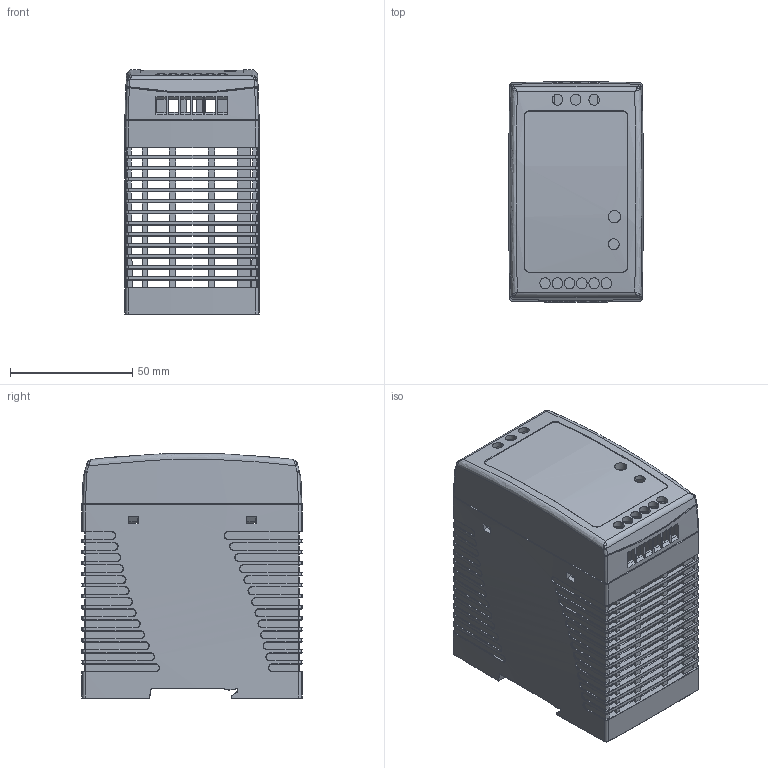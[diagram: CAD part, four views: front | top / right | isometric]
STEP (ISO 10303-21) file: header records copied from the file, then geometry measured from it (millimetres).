
FILE_DESCRIPTION(/* description */ (''),/* implementation_level */ '2;1');
FILE_NAME(/* name */ 'MGR-100-3D.stp',/* time_stamp */ '2022-06-14T16:44:06+08:00',/* author */ (''),/* organization */ (''),/* preprocessor_version */ 'ST-DEVELOPER v16.7',/* originating_system */ 'SIEMENS PLM Software NX 1899',/* authorisation */ '');
FILE_SCHEMA (('AUTOMOTIVE_DESIGN { 1 0 10303 214 3 1 1 1 }'));
Length unit declared in the file: millimetre
Products named in the file (3): 下壳; 上盖; MGR-100-3D
Assembly tree (2 placements, depth 2):
  MGR-100-3D
    上盖
    下壳
Bounding box: 55 x 89.98 x 99.85 mm (x, y, z)
Volume: 68682.5 mm3; surface area: 77918.8 mm2
Topology: 2 solids, 2 shells, 1446 faces, 4610 edges, 2918 vertices
Faces by surface type: plane 639, bspline 370, cylinder 257, cone 155, torus 21, revolution 4
Entity records: 76759 total; most frequent: CARTESIAN_POINT 26948, ORIENTED_EDGE 9220, DIRECTION 7489, EDGE_CURVE 4610, VERTEX_POINT 2918, LINE 2539, VECTOR 2539, AXIS2_PLACEMENT_3D 2473
